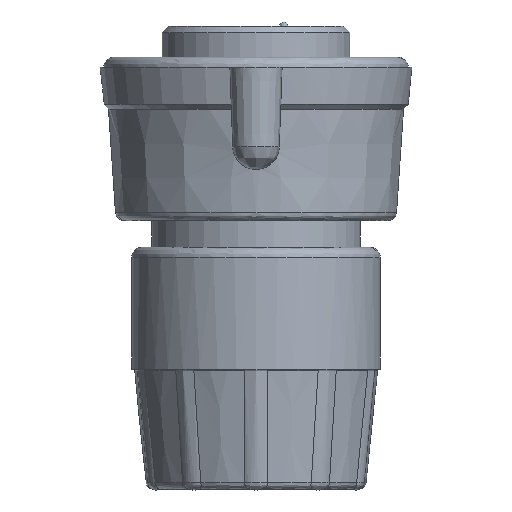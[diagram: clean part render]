
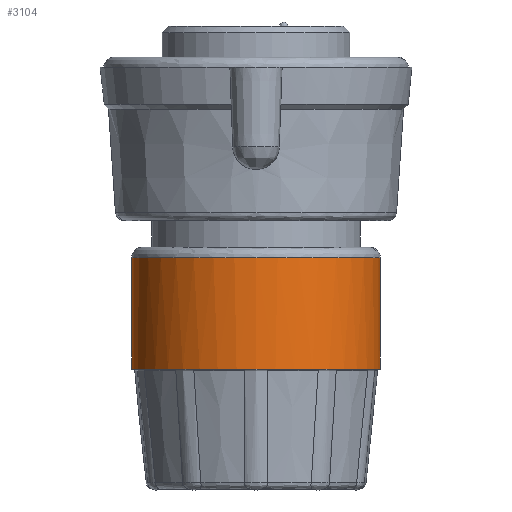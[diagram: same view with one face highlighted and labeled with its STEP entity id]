
A CAD part, front view. The second image highlights one B-rep face of the part: STEP entity #3104.
In plain terms, the highlighted cylindrical face has radius 9.081 mm (diameter 18.161 mm), a partial arc.
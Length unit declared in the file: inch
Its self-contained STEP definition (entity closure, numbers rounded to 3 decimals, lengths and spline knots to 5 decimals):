
#2 = CARTESIAN_POINT ( 'NONE',  ( 0.3575, 0., -0.665 ) ) ;
#259 = ORIENTED_EDGE ( 'NONE', *, *, #4858, .T. ) ;
#269 = DIRECTION ( 'NONE',  ( 0., 0., 1. ) ) ;
#295 = CIRCLE ( 'NONE', #2805, 0.3575 ) ;
#390 = DIRECTION ( 'NONE',  ( 1., 0., 0. ) ) ;
#399 = CARTESIAN_POINT ( 'NONE',  ( -0.3575, 0., 0.20295 ) ) ;
#412 = DIRECTION ( 'NONE',  ( 0., 0., 1. ) ) ;
#413 = EDGE_CURVE ( 'NONE', #4626, #2580, #929, .T. ) ;
#448 = CARTESIAN_POINT ( 'NONE',  ( -0.3575, 0., -0.985 ) ) ;
#522 = DIRECTION ( 'NONE',  ( 0., 0., 1. ) ) ;
#580 = EDGE_CURVE ( 'NONE', #4302, #5966, #295, .T. ) ;
#738 = VECTOR ( 'NONE', #5400, 39.37008 ) ;
#762 = AXIS2_PLACEMENT_3D ( 'NONE', #5128, #5107, #5081 ) ;
#795 = VERTEX_POINT ( 'NONE', #2 ) ;
#806 = CARTESIAN_POINT ( 'NONE',  ( 0., 0., -0.985 ) ) ;
#901 = VERTEX_POINT ( 'NONE', #4477 ) ;
#929 = LINE ( 'NONE', #399, #5810 ) ;
#1119 = CARTESIAN_POINT ( 'NONE',  ( 0.3575, 0., 0.20295 ) ) ;
#1367 = ORIENTED_EDGE ( 'NONE', *, *, #5329, .T. ) ;
#1489 = CARTESIAN_POINT ( 'NONE',  ( 0., -0.3575, -0.985 ) ) ;
#1542 = EDGE_CURVE ( 'NONE', #5653, #4302, #5429, .T. ) ;
#1632 = EDGE_CURVE ( 'NONE', #3148, #3873, #2607, .T. ) ;
#1641 = FACE_OUTER_BOUND ( 'NONE', #1918, .T. ) ;
#1706 = CARTESIAN_POINT ( 'NONE',  ( 0., 0., -0.985 ) ) ;
#1753 = EDGE_CURVE ( 'NONE', #3873, #5653, #4833, .T. ) ;
#1849 = CARTESIAN_POINT ( 'NONE',  ( 0.21013, -0.28922, -0.985 ) ) ;
#1918 = EDGE_LOOP ( 'NONE', ( #5534, #5757, #2713, #3960, #2630, #4291, #259, #1367, #3590 ) ) ;
#2009 = LINE ( 'NONE', #1119, #738 ) ;
#2185 = DIRECTION ( 'NONE',  ( 1., 0., 0. ) ) ;
#2292 = CARTESIAN_POINT ( 'NONE',  ( -0.21013, -0.28922, -0.985 ) ) ;
#2393 = CARTESIAN_POINT ( 'NONE',  ( 0., 0., -0.985 ) ) ;
#2430 = DIRECTION ( 'NONE',  ( 1., 0., 0. ) ) ;
#2456 = AXIS2_PLACEMENT_3D ( 'NONE', #1706, #5025, #2185 ) ;
#2571 = CARTESIAN_POINT ( 'NONE',  ( -0.3575, 0., -0.665 ) ) ;
#2580 = VERTEX_POINT ( 'NONE', #2571 ) ;
#2607 = CIRCLE ( 'NONE', #3949, 0.3575 ) ;
#2630 = ORIENTED_EDGE ( 'NONE', *, *, #1542, .T. ) ;
#2713 = ORIENTED_EDGE ( 'NONE', *, *, #1632, .T. ) ;
#2805 = AXIS2_PLACEMENT_3D ( 'NONE', #5517, #5297, #5272 ) ;
#2881 = DIRECTION ( 'NONE',  ( 1., 0., 0. ) ) ;
#2904 = AXIS2_PLACEMENT_3D ( 'NONE', #2918, #522, #2430 ) ;
#2918 = CARTESIAN_POINT ( 'NONE',  ( 0., 0., 0.20295 ) ) ;
#3094 = AXIS2_PLACEMENT_3D ( 'NONE', #3169, #269, #3644 ) ;
#3104 = ADVANCED_FACE ( 'NONE', ( #1641 ), #5141, .T. ) ;
#3148 = VERTEX_POINT ( 'NONE', #4837 ) ;
#3169 = CARTESIAN_POINT ( 'NONE',  ( 0., 0., -0.665 ) ) ;
#3282 = CIRCLE ( 'NONE', #3094, 0.3575 ) ;
#3590 = ORIENTED_EDGE ( 'NONE', *, *, #4221, .F. ) ;
#3644 = DIRECTION ( 'NONE',  ( 1., 0., 0. ) ) ;
#3699 = AXIS2_PLACEMENT_3D ( 'NONE', #2393, #5698, #2881 ) ;
#3873 = VERTEX_POINT ( 'NONE', #2292 ) ;
#3949 = AXIS2_PLACEMENT_3D ( 'NONE', #5637, #5617, #5599 ) ;
#3960 = ORIENTED_EDGE ( 'NONE', *, *, #1753, .T. ) ;
#4221 = EDGE_CURVE ( 'NONE', #2580, #795, #3282, .T. ) ;
#4224 = CARTESIAN_POINT ( 'NONE',  ( 0.34, -0.11047, -0.985 ) ) ;
#4291 = ORIENTED_EDGE ( 'NONE', *, *, #580, .T. ) ;
#4302 = VERTEX_POINT ( 'NONE', #1849 ) ;
#4462 = CIRCLE ( 'NONE', #2456, 0.3575 ) ;
#4477 = CARTESIAN_POINT ( 'NONE',  ( 0.3575, 0., -0.985 ) ) ;
#4626 = VERTEX_POINT ( 'NONE', #448 ) ;
#4833 = CIRCLE ( 'NONE', #5835, 0.3575 ) ;
#4837 = CARTESIAN_POINT ( 'NONE',  ( -0.34, -0.11047, -0.985 ) ) ;
#4858 = EDGE_CURVE ( 'NONE', #5966, #901, #6033, .T. ) ;
#5025 = DIRECTION ( 'NONE',  ( 0., 0., 1. ) ) ;
#5081 = DIRECTION ( 'NONE',  ( 1., 0., 0. ) ) ;
#5107 = DIRECTION ( 'NONE',  ( 0., 0., 1. ) ) ;
#5128 = CARTESIAN_POINT ( 'NONE',  ( 0., 0., -0.985 ) ) ;
#5141 = CYLINDRICAL_SURFACE ( 'NONE', #2904, 0.3575 ) ;
#5272 = DIRECTION ( 'NONE',  ( 1., 0., 0. ) ) ;
#5297 = DIRECTION ( 'NONE',  ( 0., 0., 1. ) ) ;
#5329 = EDGE_CURVE ( 'NONE', #901, #795, #2009, .T. ) ;
#5400 = DIRECTION ( 'NONE',  ( 0., 0., 1. ) ) ;
#5429 = CIRCLE ( 'NONE', #762, 0.3575 ) ;
#5517 = CARTESIAN_POINT ( 'NONE',  ( 0., 0., -0.985 ) ) ;
#5534 = ORIENTED_EDGE ( 'NONE', *, *, #413, .F. ) ;
#5599 = DIRECTION ( 'NONE',  ( 1., 0., 0. ) ) ;
#5617 = DIRECTION ( 'NONE',  ( 0., 0., 1. ) ) ;
#5637 = CARTESIAN_POINT ( 'NONE',  ( 0., 0., -0.985 ) ) ;
#5653 = VERTEX_POINT ( 'NONE', #1489 ) ;
#5698 = DIRECTION ( 'NONE',  ( 0., 0., 1. ) ) ;
#5757 = ORIENTED_EDGE ( 'NONE', *, *, #5790, .T. ) ;
#5790 = EDGE_CURVE ( 'NONE', #4626, #3148, #4462, .T. ) ;
#5810 = VECTOR ( 'NONE', #6109, 39.37008 ) ;
#5835 = AXIS2_PLACEMENT_3D ( 'NONE', #806, #412, #390 ) ;
#5966 = VERTEX_POINT ( 'NONE', #4224 ) ;
#6033 = CIRCLE ( 'NONE', #3699, 0.3575 ) ;
#6109 = DIRECTION ( 'NONE',  ( 0., 0., 1. ) ) ;
